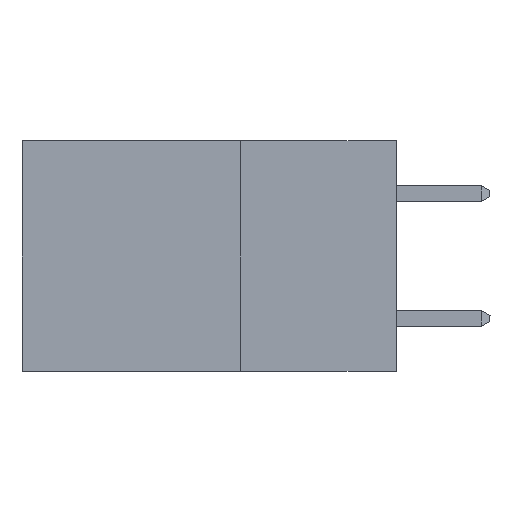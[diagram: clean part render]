
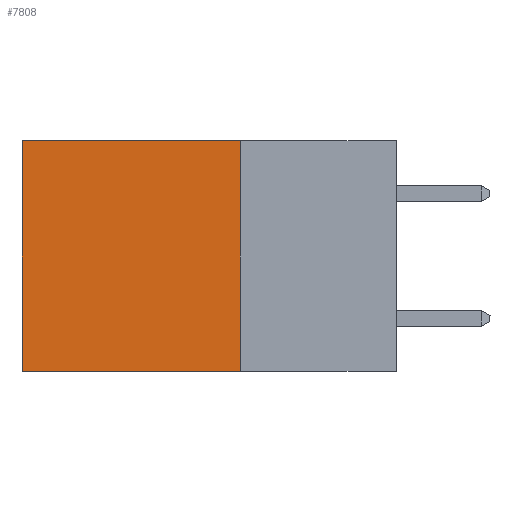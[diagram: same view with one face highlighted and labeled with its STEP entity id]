
A CAD part, left-side view. The second image highlights one B-rep face of the part: STEP entity #7808.
In plain terms, the highlighted planar face has unit normal (-1, 0, 0).
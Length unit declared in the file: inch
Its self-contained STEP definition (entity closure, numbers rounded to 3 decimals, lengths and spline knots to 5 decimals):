
#80 = DIRECTION ( 'NONE',  ( 0., 1., 0. ) ) ;
#102 = CARTESIAN_POINT ( 'NONE',  ( 0.2615, 0.25, 0. ) ) ;
#740 = VECTOR ( 'NONE', #3425, 39.37008 ) ;
#1547 = FACE_OUTER_BOUND ( 'NONE', #4963, .T. ) ;
#1781 = EDGE_CURVE ( 'NONE', #3447, #8995, #3477, .T. ) ;
#2245 = CARTESIAN_POINT ( 'NONE',  ( 0.2615, 0.6, -0.37 ) ) ;
#2264 = EDGE_CURVE ( 'NONE', #5814, #11549, #7430, .T. ) ;
#2300 = EDGE_CURVE ( 'NONE', #5814, #3447, #4736, .T. ) ;
#2373 = CARTESIAN_POINT ( 'NONE',  ( 0.2615, 0.25, -0.37 ) ) ;
#3181 = VECTOR ( 'NONE', #80, 39.37008 ) ;
#3425 = DIRECTION ( 'NONE',  ( 0., 1., 0. ) ) ;
#3437 = CARTESIAN_POINT ( 'NONE',  ( 0.2615, 0.25, -0.37 ) ) ;
#3447 = VERTEX_POINT ( 'NONE', #3676 ) ;
#3477 = LINE ( 'NONE', #3437, #740 ) ;
#3676 = CARTESIAN_POINT ( 'NONE',  ( 0.2615, 0.25, -0.37 ) ) ;
#4055 = CARTESIAN_POINT ( 'NONE',  ( 0.2615, 0.25, -0.37 ) ) ;
#4371 = DIRECTION ( 'NONE',  ( 0., 0., -1. ) ) ;
#4529 = ORIENTED_EDGE ( 'NONE', *, *, #1781, .F. ) ;
#4736 = LINE ( 'NONE', #2373, #9406 ) ;
#4959 = DIRECTION ( 'NONE',  ( 1., 0., 0. ) ) ;
#4963 = EDGE_LOOP ( 'NONE', ( #5468, #4529, #6583, #8346 ) ) ;
#5468 = ORIENTED_EDGE ( 'NONE', *, *, #5689, .T. ) ;
#5520 = LINE ( 'NONE', #2245, #7651 ) ;
#5689 = EDGE_CURVE ( 'NONE', #11549, #8995, #5520, .T. ) ;
#5805 = CARTESIAN_POINT ( 'NONE',  ( 0.2615, 0.6, 0. ) ) ;
#5814 = VERTEX_POINT ( 'NONE', #9675 ) ;
#6583 = ORIENTED_EDGE ( 'NONE', *, *, #2300, .F. ) ;
#6611 = AXIS2_PLACEMENT_3D ( 'NONE', #4055, #4959, #11335 ) ;
#7430 = LINE ( 'NONE', #102, #3181 ) ;
#7651 = VECTOR ( 'NONE', #9504, 39.37008 ) ;
#7808 = ADVANCED_FACE ( 'NONE', ( #1547 ), #9452, .F. ) ;
#8346 = ORIENTED_EDGE ( 'NONE', *, *, #2264, .T. ) ;
#8995 = VERTEX_POINT ( 'NONE', #10099 ) ;
#9406 = VECTOR ( 'NONE', #4371, 39.37008 ) ;
#9452 = PLANE ( 'NONE',  #6611 ) ;
#9504 = DIRECTION ( 'NONE',  ( 0., 0., -1. ) ) ;
#9675 = CARTESIAN_POINT ( 'NONE',  ( 0.2615, 0.25, 0. ) ) ;
#10099 = CARTESIAN_POINT ( 'NONE',  ( 0.2615, 0.6, -0.37 ) ) ;
#11335 = DIRECTION ( 'NONE',  ( 0., 0., -1. ) ) ;
#11549 = VERTEX_POINT ( 'NONE', #5805 ) ;
